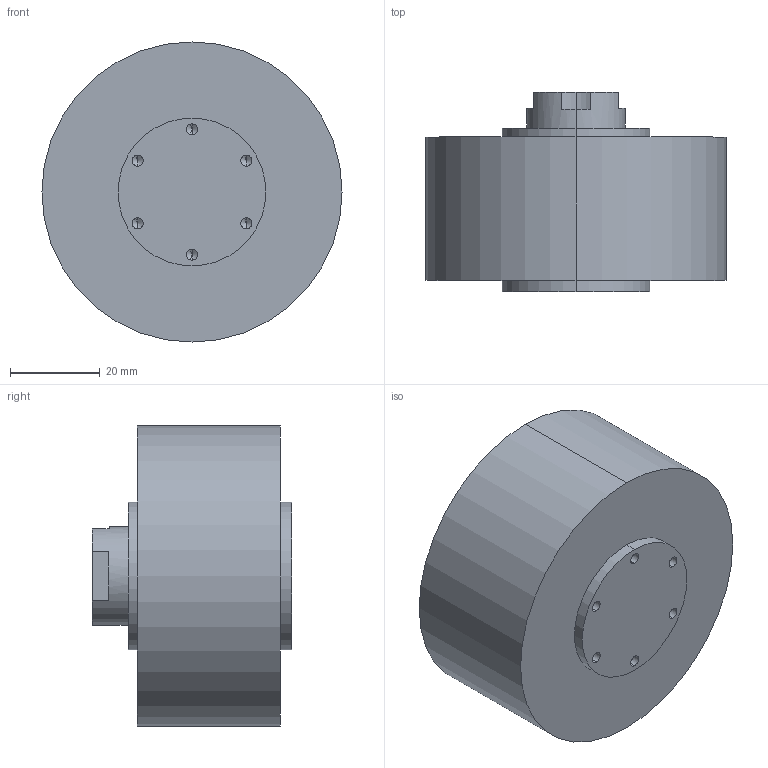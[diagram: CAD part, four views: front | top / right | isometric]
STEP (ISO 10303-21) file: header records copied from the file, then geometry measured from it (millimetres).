
FILE_DESCRIPTION (( 'STEP AP214' ), '1' );
FILE_NAME ('6215 謫麇萇儂3D耀倰20240221.STEP', '2024-02-21T06:44:50', ( '' ), ( '' ), 'SwSTEP 2.0', 'SolidWorks 2021', '' );
FILE_SCHEMA (( 'AUTOMOTIVE_DESIGN' ));
Length unit declared in the file: millimetre
Products named in the file (1): 6215 謫麇萇儂3D耀倰20240221
Bounding box: 67 x 44.5 x 67 mm (x, y, z)
Volume: 118291.3 mm3; surface area: 15600.3 mm2
Topology: 1 solids, 1 shells, 59 faces, 144 edges, 81 vertices
Faces by surface type: cylinder 28, cone 18, plane 13
Entity records: 1844 total; most frequent: DIRECTION 310, CARTESIAN_POINT 267, ORIENTED_EDGE 252, EDGE_CURVE 126, AXIS2_PLACEMENT_3D 124, VERTEX_POINT 81, EDGE_LOOP 71, CIRCLE 64
